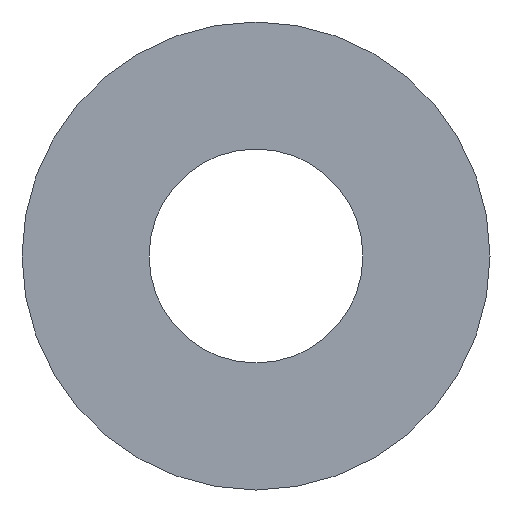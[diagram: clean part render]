
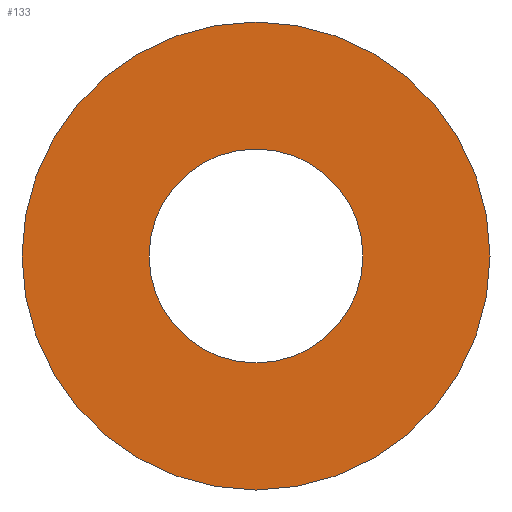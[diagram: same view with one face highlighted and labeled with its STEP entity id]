
A CAD part, left-side view. The second image highlights one B-rep face of the part: STEP entity #133.
In plain terms, the highlighted planar face has unit normal (-1, 0, 0).
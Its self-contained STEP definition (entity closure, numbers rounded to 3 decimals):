
#20=PLANE($,#158);
#31=FACE_BOUND($,#63,.T.);
#32=FACE_BOUND($,#64,.T.);
#63=EDGE_LOOP($,(#118));
#64=EDGE_LOOP($,(#119));
#73=CIRCLE($,#153,35.);
#75=CIRCLE($,#156,16.);
#84=VERTEX_POINT($,#230);
#86=VERTEX_POINT($,#235);
#95=EDGE_CURVE($,#84,#84,#73,.T.);
#97=EDGE_CURVE($,#86,#86,#75,.T.);
#118=ORIENTED_EDGE($,*,*,#97,.F.);
#119=ORIENTED_EDGE($,*,*,#95,.T.);
#133=ADVANCED_FACE($,(#31,#32),#20,.T.);
#153=AXIS2_PLACEMENT_3D($,#231,#193,#194);
#156=AXIS2_PLACEMENT_3D($,#236,#199,#200);
#158=AXIS2_PLACEMENT_3D($,#238,#203,#204);
#193=DIRECTION('center_axis',(-1.,0.,0.));
#194=DIRECTION('ref_axis',(0.,-1.,0.));
#199=DIRECTION('center_axis',(-1.,0.,0.));
#200=DIRECTION('ref_axis',(0.,-1.,0.));
#203=DIRECTION('center_axis',(-1.,0.,0.));
#204=DIRECTION('ref_axis',(0.,0.,1.));
#230=CARTESIAN_POINT('',(0.,-35.,0.));
#231=CARTESIAN_POINT('Origin',(0.,0.,
0.));
#235=CARTESIAN_POINT('',(0.,-16.,0.));
#236=CARTESIAN_POINT('Origin',(0.,0.,
0.));
#238=CARTESIAN_POINT('Origin',(0.,-25.5,0.));
